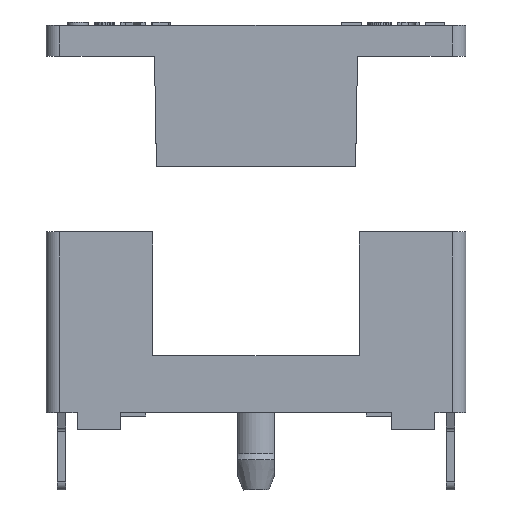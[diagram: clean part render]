
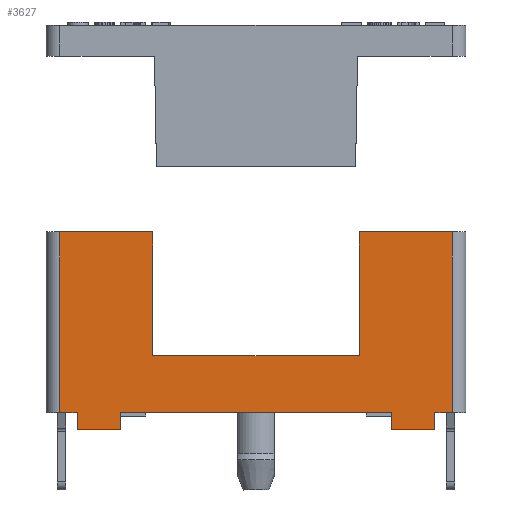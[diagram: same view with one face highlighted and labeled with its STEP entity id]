
A CAD part, front view. The second image highlights one B-rep face of the part: STEP entity #3627.
In plain terms, the highlighted planar face has unit normal (0, -1, 0).
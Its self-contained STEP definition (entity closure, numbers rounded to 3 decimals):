
#3627=ADVANCED_FACE('',(#7495),#7496,.T.);
#3845=EDGE_CURVE('',#7836,#7839,#7840,.T.);
#4023=EDGE_CURVE('',#8090,#8087,#8091,.T.);
#4029=EDGE_CURVE('',#8090,#8098,#8099,.T.);
#4035=EDGE_CURVE('',#8098,#8106,#8107,.T.);
#4229=EDGE_CURVE('',#8365,#8368,#8369,.T.);
#4313=EDGE_CURVE('',#8365,#8475,#8478,.T.);
#4375=EDGE_CURVE('',#8556,#8557,#8558,.T.);
#4381=EDGE_CURVE('',#8556,#8564,#8565,.T.);
#4385=EDGE_CURVE('',#8569,#8087,#8570,.T.);
#4387=EDGE_CURVE('',#8564,#8569,#8572,.T.);
#4389=EDGE_CURVE('',#8574,#8557,#8575,.T.);
#4391=EDGE_CURVE('',#7839,#8574,#8577,.T.);
#4393=EDGE_CURVE('',#7836,#8368,#8579,.T.);
#4395=EDGE_CURVE('',#8581,#8475,#8582,.T.);
#4397=EDGE_CURVE('',#8584,#8581,#8585,.T.);
#4399=EDGE_CURVE('',#8106,#8584,#8587,.T.);
#7495=FACE_OUTER_BOUND('',#13381,.T.);
#7496=PLANE('',#13382);
#7836=VERTEX_POINT('',#13793);
#7839=VERTEX_POINT('',#13798);
#7840=LINE('',#13799,#13800);
#8087=VERTEX_POINT('',#14201);
#8090=VERTEX_POINT('',#14206);
#8091=LINE('',#14207,#14208);
#8098=VERTEX_POINT('',#14220);
#8099=LINE('',#14221,#14222);
#8106=VERTEX_POINT('',#14234);
#8107=LINE('',#14235,#14236);
#8365=VERTEX_POINT('',#14850);
#8368=VERTEX_POINT('',#14855);
#8369=LINE('',#14856,#14857);
#8475=VERTEX_POINT('',#15041);
#8478=LINE('',#15046,#15047);
#8556=VERTEX_POINT('',#15275);
#8557=VERTEX_POINT('',#15276);
#8558=LINE('',#15277,#15278);
#8564=VERTEX_POINT('',#15289);
#8565=LINE('',#15290,#15291);
#8569=VERTEX_POINT('',#15298);
#8570=LINE('',#15299,#15300);
#8572=LINE('',#15303,#15304);
#8574=VERTEX_POINT('',#15307);
#8575=LINE('',#15308,#15309);
#8577=LINE('',#15312,#15313);
#8579=LINE('',#15316,#15317);
#8581=VERTEX_POINT('',#15320);
#8582=LINE('',#15321,#15322);
#8584=VERTEX_POINT('',#15325);
#8585=LINE('',#15326,#15327);
#8587=LINE('',#15330,#15331);
#13381=EDGE_LOOP('',(#19692,#19693,#19694,#19695,#19696,#19697,#19698,#19699,#19700,#19701,#19702,#19703,#19704,#19705,#19706,#19707));
#13382=AXIS2_PLACEMENT_3D('',#19708,#19709,#19710);
#13793=CARTESIAN_POINT('',(6.0,0.0,10.0));
#13798=CARTESIAN_POINT('',(11.4,0.0,10.0));
#13799=CARTESIAN_POINT('',(6.0,0.0,10.0));
#13800=VECTOR('',#20427,1000.0);
#14201=CARTESIAN_POINT('',(-7.9,0.0,-0.5));
#14206=CARTESIAN_POINT('',(-7.9,0.0,-1.5));
#14207=CARTESIAN_POINT('',(-7.9,0.,-1.5));
#14208=VECTOR('',#20558,1000.0);
#14220=CARTESIAN_POINT('',(-10.4,0.0,-1.5));
#14221=CARTESIAN_POINT('',(-7.9,0.0,-1.5));
#14222=VECTOR('',#20561,1000.0);
#14234=CARTESIAN_POINT('',(-10.4,0.0,-0.5));
#14235=CARTESIAN_POINT('',(-10.4,0.0,-1.5));
#14236=VECTOR('',#20564,1000.0);
#14850=CARTESIAN_POINT('',(-6.0,0.0,2.8));
#14855=CARTESIAN_POINT('',(6.0,0.0,2.8));
#14856=CARTESIAN_POINT('',(-6.0,0.0,2.8));
#14857=VECTOR('',#20679,1000.0);
#15041=CARTESIAN_POINT('',(-6.0,0.0,10.0));
#15046=CARTESIAN_POINT('',(-6.0,0.0,2.8));
#15047=VECTOR('',#20727,1000.0);
#15275=CARTESIAN_POINT('',(10.4,0.0,-1.5));
#15276=CARTESIAN_POINT('',(10.4,0.,-0.5));
#15277=CARTESIAN_POINT('',(10.4,0.,-1.5));
#15278=VECTOR('',#20760,1000.0);
#15289=CARTESIAN_POINT('',(7.9,0.0,-1.5));
#15290=CARTESIAN_POINT('',(10.4,0.0,-1.5));
#15291=VECTOR('',#20763,1000.0);
#15298=CARTESIAN_POINT('',(7.9,0.0,-0.5));
#15299=CARTESIAN_POINT('',(7.9,0.0,-0.5));
#15300=VECTOR('',#20765,1000.0);
#15303=CARTESIAN_POINT('',(7.9,0.0,-1.5));
#15304=VECTOR('',#20766,1000.0);
#15307=CARTESIAN_POINT('',(11.4,0.0,-0.5));
#15308=CARTESIAN_POINT('',(11.4,0.0,-0.5));
#15309=VECTOR('',#20767,1000.0);
#15312=CARTESIAN_POINT('',(11.4,0.0,10.0));
#15313=VECTOR('',#20768,1000.0);
#15316=CARTESIAN_POINT('',(6.0,0.0,10.0));
#15317=VECTOR('',#20769,1000.0);
#15320=CARTESIAN_POINT('',(-11.4,0.0,10.0));
#15321=CARTESIAN_POINT('',(-11.4,0.0,10.0));
#15322=VECTOR('',#20770,1000.0);
#15325=CARTESIAN_POINT('',(-11.4,0.0,-0.5));
#15326=CARTESIAN_POINT('',(-11.4,0.0,-0.5));
#15327=VECTOR('',#20771,1000.0);
#15330=CARTESIAN_POINT('',(-10.4,0.0,-0.5));
#15331=VECTOR('',#20772,1000.0);
#19692=ORIENTED_EDGE('',*,*,#4385,.F.);
#19693=ORIENTED_EDGE('',*,*,#4387,.F.);
#19694=ORIENTED_EDGE('',*,*,#4381,.F.);
#19695=ORIENTED_EDGE('',*,*,#4375,.T.);
#19696=ORIENTED_EDGE('',*,*,#4389,.F.);
#19697=ORIENTED_EDGE('',*,*,#4391,.F.);
#19698=ORIENTED_EDGE('',*,*,#3845,.F.);
#19699=ORIENTED_EDGE('',*,*,#4393,.T.);
#19700=ORIENTED_EDGE('',*,*,#4229,.F.);
#19701=ORIENTED_EDGE('',*,*,#4313,.T.);
#19702=ORIENTED_EDGE('',*,*,#4395,.F.);
#19703=ORIENTED_EDGE('',*,*,#4397,.F.);
#19704=ORIENTED_EDGE('',*,*,#4399,.F.);
#19705=ORIENTED_EDGE('',*,*,#4035,.F.);
#19706=ORIENTED_EDGE('',*,*,#4029,.F.);
#19707=ORIENTED_EDGE('',*,*,#4023,.T.);
#19708=CARTESIAN_POINT('',(11.97,0.0,10.288));
#19709=DIRECTION('',(0.0,-1.0,0.0));
#19710=DIRECTION('',(0.0,0.0,-1.0));
#20427=DIRECTION('',(1.0,0.0,0.0));
#20558=DIRECTION('',(0.0,0.0,1.0));
#20561=DIRECTION('',(-1.0,0.0,0.0));
#20564=DIRECTION('',(0.0,0.0,1.0));
#20679=DIRECTION('',(1.0,0.0,0.0));
#20727=DIRECTION('',(0.0,0.0,1.0));
#20760=DIRECTION('',(0.0,0.0,1.0));
#20763=DIRECTION('',(-1.0,0.0,0.0));
#20765=DIRECTION('',(-1.0,0.0,0.0));
#20766=DIRECTION('',(0.0,0.0,1.0));
#20767=DIRECTION('',(-1.0,0.0,0.0));
#20768=DIRECTION('',(0.0,0.0,-1.0));
#20769=DIRECTION('',(0.0,0.0,-1.0));
#20770=DIRECTION('',(1.0,0.0,0.0));
#20771=DIRECTION('',(0.0,0.0,1.0));
#20772=DIRECTION('',(-1.0,0.0,0.0));
